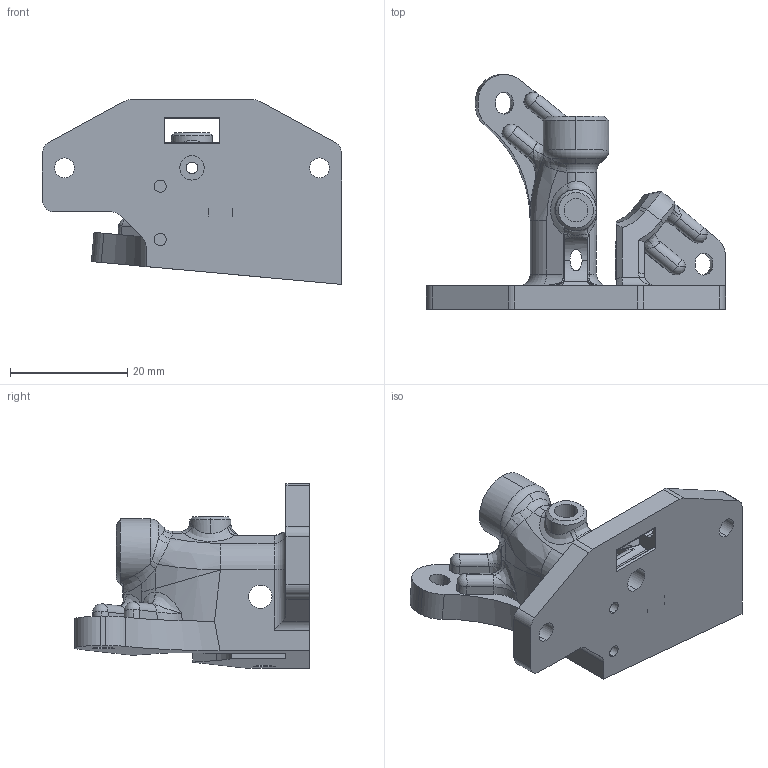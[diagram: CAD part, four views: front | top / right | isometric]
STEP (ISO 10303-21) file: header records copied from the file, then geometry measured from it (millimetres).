
FILE_DESCRIPTION (( 'STEP AP203' ), '1' );
FILE_NAME ('Lowboi Mk4 Body - Sherpa Mini Mounting - 2 start KHK.STEP', '2024-10-10T05:45:53', ( '' ), ( '' ), 'SwSTEP 2.0', 'SolidWorks 2022', '' );
FILE_SCHEMA (( 'CONFIG_CONTROL_DESIGN' ));
Length unit declared in the file: millimetre
Products named in the file (1): Lowboi Mk4 Body - Sherpa Mini Mounting - 2 start KHK
Bounding box: 51 x 40.05 x 31.51 mm (x, y, z)
Volume: 10198.6 mm3; surface area: 7322.8 mm2
Topology: 1 solids, 1 shells, 296 faces, 785 edges, 485 vertices
Faces by surface type: cylinder 109, bspline 78, plane 76, torus 14, cone 12, sphere 7
Entity records: 11595 total; most frequent: CARTESIAN_POINT 4835, ORIENTED_EDGE 1542, DIRECTION 1237, EDGE_CURVE 771, VERTEX_POINT 481, AXIS2_PLACEMENT_3D 479, EDGE_LOOP 320, FACE_OUTER_BOUND 296
